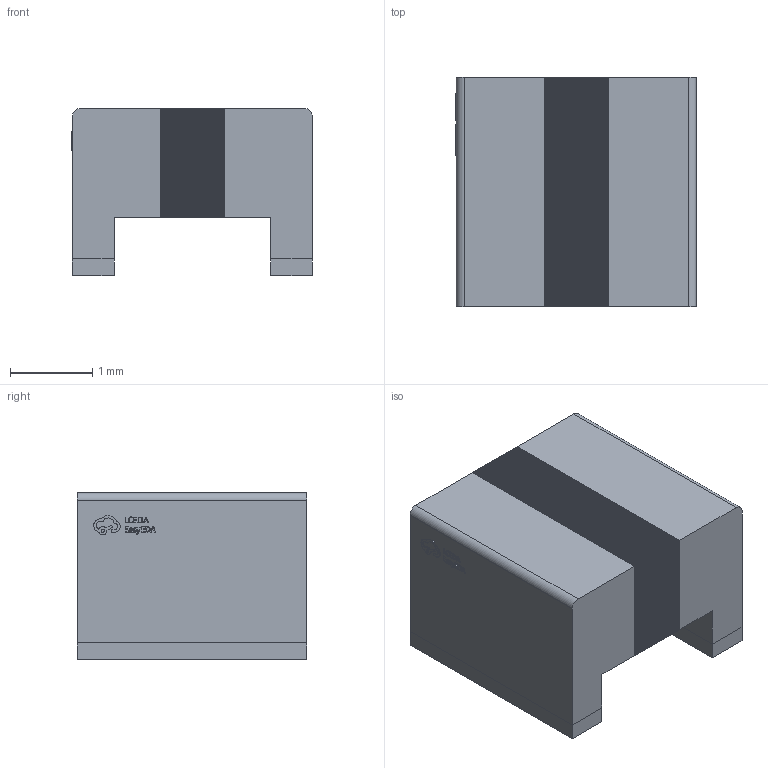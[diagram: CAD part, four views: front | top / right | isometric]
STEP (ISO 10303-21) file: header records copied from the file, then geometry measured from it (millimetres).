
FILE_DESCRIPTION (( 'STEP AP214' ), '1' );
FILE_NAME ('IND-SMD_L3.0-W2.8-H2.0_FEC1008CP.step', '2022-07-08T23:59:30', ( '' ), ( '' ), 'SwSTEP 2.0', 'SolidWorks 2020', '' );
FILE_SCHEMA (( 'AUTOMOTIVE_DESIGN' ));
Length unit declared in the file: millimetre
Products named in the file (1): IND-SMD_L3.0-W2.8-H2.0_FEC1008CP
Bounding box: 2.93 x 2.79 x 2.03 mm (x, y, z)
Volume: 12.8 mm3; surface area: 47.3 mm2
Topology: 3 solids, 3 shells, 767 faces, 2091 edges, 1394 vertices
Faces by surface type: plane 653, bspline 112, cylinder 2
Entity records: 32932 total; most frequent: CARTESIAN_POINT 6498, ORIENTED_EDGE 4182, DIRECTION 3133, EDGE_CURVE 2091, LINE 1813, VECTOR 1813, VERTEX_POINT 1394, EDGE_LOOP 831
